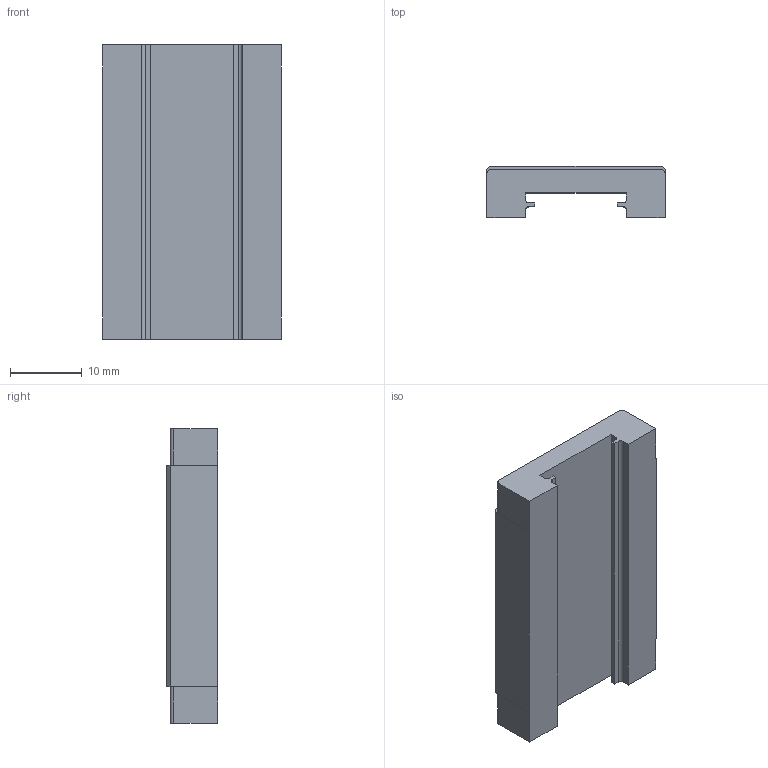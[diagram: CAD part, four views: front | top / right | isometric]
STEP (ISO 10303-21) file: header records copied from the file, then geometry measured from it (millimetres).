
FILE_DESCRIPTION (( 'STEP AP214' ), '1' );
FILE_NAME ('B561 Ðåëüñîâàÿ êàðåòêà MGW 7H.STEP', '2026-01-28T22:12:10', ( '' ), ( '' ), 'SwSTEP 2.0', 'SolidWorks 2026', '' );
FILE_SCHEMA (( 'AUTOMOTIVE_DESIGN' ));
Length unit declared in the file: millimetre
Products named in the file (1): B561 Рельсовая каретка MGW 7H
Bounding box: 25 x 7.1 x 41 mm (x, y, z)
Volume: 5176.2 mm3; surface area: 3396.3 mm2
Topology: 1 solids, 1 shells, 56 faces, 142 edges, 92 vertices
Faces by surface type: plane 32, cylinder 16, cone 8
Entity records: 1705 total; most frequent: DIRECTION 296, CARTESIAN_POINT 291, ORIENTED_EDGE 284, EDGE_CURVE 142, LINE 102, VECTOR 102, AXIS2_PLACEMENT_3D 97, VERTEX_POINT 92
